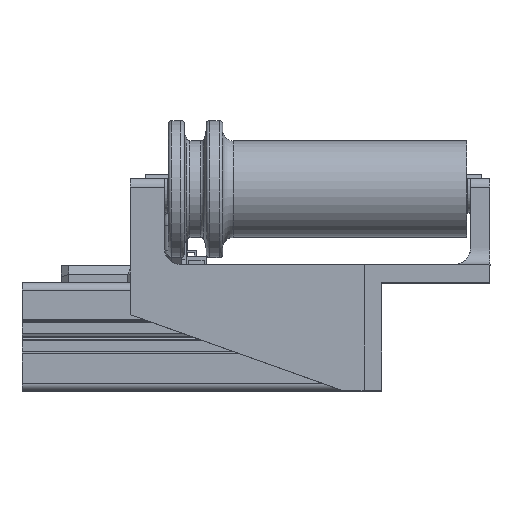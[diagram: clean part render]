
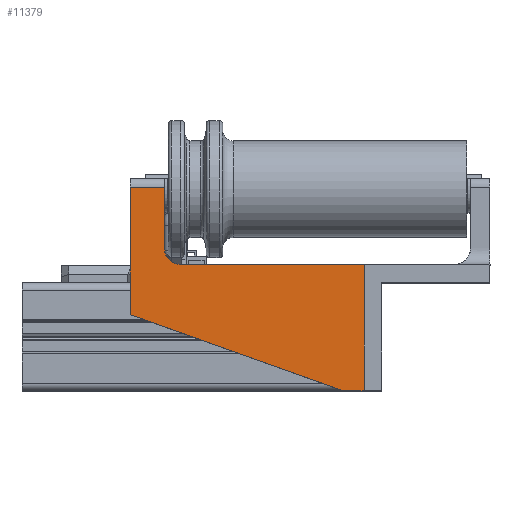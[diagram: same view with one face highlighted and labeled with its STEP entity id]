
A CAD part, top view. The second image highlights one B-rep face of the part: STEP entity #11379.
In plain terms, the highlighted planar face has unit normal (0, 0, 1).
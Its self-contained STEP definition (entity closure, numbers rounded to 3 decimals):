
#435=PLANE('',#12131);
#828=FACE_OUTER_BOUND('',#1485,.T.);
#1485=EDGE_LOOP('',(#7963,#7964,#7965,#7966,#7967,#7968,#7969,#7970,#7971,
#7972));
#2224=LINE('',#16849,#3347);
#2236=LINE('',#16887,#3359);
#2243=LINE('',#16913,#3366);
#2279=LINE('',#17019,#3402);
#2280=LINE('',#17021,#3403);
#2281=LINE('',#17023,#3404);
#2282=LINE('',#17025,#3405);
#2283=LINE('',#17027,#3406);
#2284=LINE('',#17028,#3407);
#3347=VECTOR('',#13310,10.);
#3359=VECTOR('',#13342,10.);
#3366=VECTOR('',#13367,10.);
#3402=VECTOR('',#13487,10.);
#3403=VECTOR('',#13488,10.);
#3404=VECTOR('',#13489,10.);
#3405=VECTOR('',#13490,10.);
#3406=VECTOR('',#13491,10.);
#3407=VECTOR('',#13492,10.);
#4483=CIRCLE('',#12116,4.5);
#4999=VERTEX_POINT('',#16846);
#5000=VERTEX_POINT('',#16848);
#5015=VERTEX_POINT('',#16884);
#5016=VERTEX_POINT('',#16886);
#5026=VERTEX_POINT('',#16912);
#5054=VERTEX_POINT('',#17018);
#5055=VERTEX_POINT('',#17020);
#5056=VERTEX_POINT('',#17022);
#5057=VERTEX_POINT('',#17024);
#5058=VERTEX_POINT('',#17026);
#6100=EDGE_CURVE('',#4999,#5000,#2224,.T.);
#6119=EDGE_CURVE('',#5015,#5016,#2236,.T.);
#6132=EDGE_CURVE('',#5026,#5016,#2243,.T.);
#6168=EDGE_CURVE('',#5026,#4999,#4483,.T.);
#6185=EDGE_CURVE('',#5054,#5015,#2279,.T.);
#6186=EDGE_CURVE('',#5055,#5054,#2280,.T.);
#6187=EDGE_CURVE('',#5056,#5055,#2281,.T.);
#6188=EDGE_CURVE('',#5057,#5056,#2282,.T.);
#6189=EDGE_CURVE('',#5058,#5057,#2283,.T.);
#6190=EDGE_CURVE('',#5000,#5058,#2284,.T.);
#7963=ORIENTED_EDGE('',*,*,#6119,.F.);
#7964=ORIENTED_EDGE('',*,*,#6185,.F.);
#7965=ORIENTED_EDGE('',*,*,#6186,.F.);
#7966=ORIENTED_EDGE('',*,*,#6187,.F.);
#7967=ORIENTED_EDGE('',*,*,#6188,.F.);
#7968=ORIENTED_EDGE('',*,*,#6189,.F.);
#7969=ORIENTED_EDGE('',*,*,#6190,.F.);
#7970=ORIENTED_EDGE('',*,*,#6100,.F.);
#7971=ORIENTED_EDGE('',*,*,#6168,.F.);
#7972=ORIENTED_EDGE('',*,*,#6132,.T.);
#11379=ADVANCED_FACE('',(#828),#435,.T.);
#12116=AXIS2_PLACEMENT_3D('',#16982,#13442,#13443);
#12131=AXIS2_PLACEMENT_3D('',#17017,#13485,#13486);
#13310=DIRECTION('',(1.,0.,0.));
#13342=DIRECTION('',(1.,0.,0.));
#13367=DIRECTION('',(0.,1.,0.));
#13442=DIRECTION('center_axis',(0.,0.,
1.));
#13443=DIRECTION('ref_axis',(-0.707,-0.707,0.));
#13485=DIRECTION('center_axis',(0.,0.,
1.));
#13486=DIRECTION('ref_axis',(0.,-1.,0.));
#13487=DIRECTION('',(0.,1.,0.));
#13488=DIRECTION('',(0.,1.,0.));
#13489=DIRECTION('',(0.,1.,0.));
#13490=DIRECTION('',(-0.942,0.336,0.));
#13491=DIRECTION('',(-1.,0.,0.));
#13492=DIRECTION('',(0.,-1.,0.));
#16846=CARTESIAN_POINT('',(164.046,15.101,-229.467));
#16848=CARTESIAN_POINT('',(215.045,15.109,-229.467));
#16849=CARTESIAN_POINT('',(243.548,15.113,-229.467));
#16884=CARTESIAN_POINT('',(150.045,36.58,-229.467));
#16886=CARTESIAN_POINT('',(159.545,36.58,-229.467));
#16887=CARTESIAN_POINT('',(186.046,36.58,-229.467));
#16912=CARTESIAN_POINT('',(159.545,19.601,-229.467));
#16913=CARTESIAN_POINT('',(159.545,18.081,-229.467));
#16982=CARTESIAN_POINT('Origin',(164.045,19.601,-229.467));
#17017=CARTESIAN_POINT('Origin',(217.048,0.111,-229.467));
#17018=CARTESIAN_POINT('',(150.045,15.098,-229.467));
#17019=CARTESIAN_POINT('',(150.045,18.08,-229.467));
#17020=CARTESIAN_POINT('',(150.045,12.114,-229.467));
#17021=CARTESIAN_POINT('',(150.045,7.106,-229.467));
#17022=CARTESIAN_POINT('',(150.045,1.171,-229.467));
#17023=CARTESIAN_POINT('',(150.045,7.106,-229.467));
#17024=CARTESIAN_POINT('',(209.045,-19.9,-229.467));
#17025=CARTESIAN_POINT('',(191.925,-13.785,-229.467));
#17026=CARTESIAN_POINT('',(215.051,-19.9,-229.467));
#17027=CARTESIAN_POINT('',(222.049,-19.9,-229.467));
#17028=CARTESIAN_POINT('',(215.048,0.113,-229.467));
